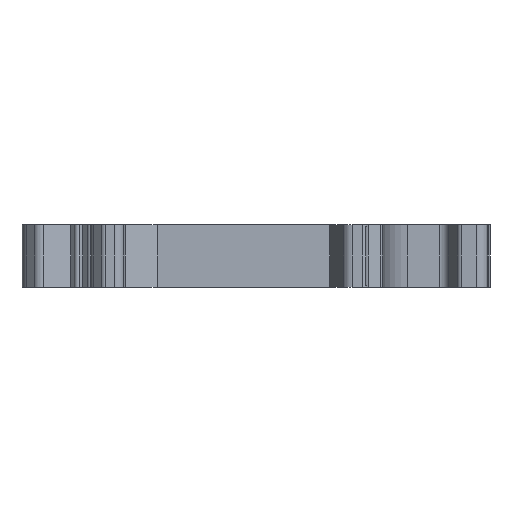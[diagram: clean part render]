
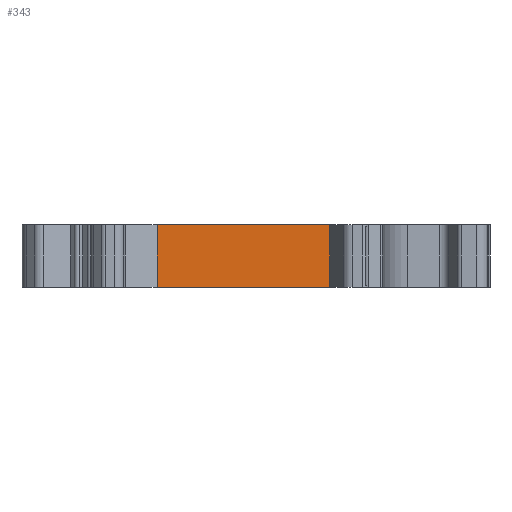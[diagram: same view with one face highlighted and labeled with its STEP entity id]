
A CAD part, left-side view. The second image highlights one B-rep face of the part: STEP entity #343.
In plain terms, the highlighted planar face has unit normal (-1, 0, 0).
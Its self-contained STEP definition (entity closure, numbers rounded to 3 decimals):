
#189=PLANE('',#3848);
#343=ADVANCED_FACE('',(#591),#189,.T.);
#591=FACE_OUTER_BOUND('',#767,.T.);
#767=EDGE_LOOP('',(#2425,#2426,#2427,#2428));
#1018=LINE('',#5544,#1378);
#1073=LINE('',#5697,#1433);
#1134=LINE('',#5866,#1494);
#1135=LINE('',#5867,#1495);
#1378=VECTOR('',#4499,1.);
#1433=VECTOR('',#4614,1.);
#1494=VECTOR('',#4807,1.);
#1495=VECTOR('',#4808,1.);
#2425=ORIENTED_EDGE('',*,*,#3374,.T.);
#2426=ORIENTED_EDGE('',*,*,#3289,.T.);
#2427=ORIENTED_EDGE('',*,*,#3375,.F.);
#2428=ORIENTED_EDGE('',*,*,#3205,.F.);
#2774=VERTEX_POINT('',#5543);
#2775=VERTEX_POINT('',#5545);
#2842=VERTEX_POINT('',#5696);
#2843=VERTEX_POINT('',#5698);
#3205=EDGE_CURVE('',#2774,#2775,#1018,.T.);
#3289=EDGE_CURVE('',#2843,#2842,#1073,.T.);
#3374=EDGE_CURVE('',#2774,#2843,#1134,.T.);
#3375=EDGE_CURVE('',#2775,#2842,#1135,.T.);
#3848=AXIS2_PLACEMENT_3D('',#5868,#4809,#4810);
#4499=DIRECTION('',(0.,1.,0.));
#4614=DIRECTION('',(0.,1.,0.));
#4807=DIRECTION('',(0.,0.,1.));
#4808=DIRECTION('',(0.,0.,1.));
#4809=DIRECTION('',(-1.,0.,0.));
#4810=DIRECTION('',(0.,1.,0.));
#5543=CARTESIAN_POINT('',(-52.997,1.594,-6.1));
#5544=CARTESIAN_POINT('',(-52.997,1.594,-6.1));
#5545=CARTESIAN_POINT('',(-52.997,18.414,-6.1));
#5696=CARTESIAN_POINT('',(-52.997,18.414,0.));
#5697=CARTESIAN_POINT('',(-52.997,1.594,0.));
#5698=CARTESIAN_POINT('',(-52.997,1.594,0.));
#5866=CARTESIAN_POINT('',(-52.997,1.594,-0.35));
#5867=CARTESIAN_POINT('',(-52.997,18.414,-5.75));
#5868=CARTESIAN_POINT('',(-52.997,18.414,0.));
